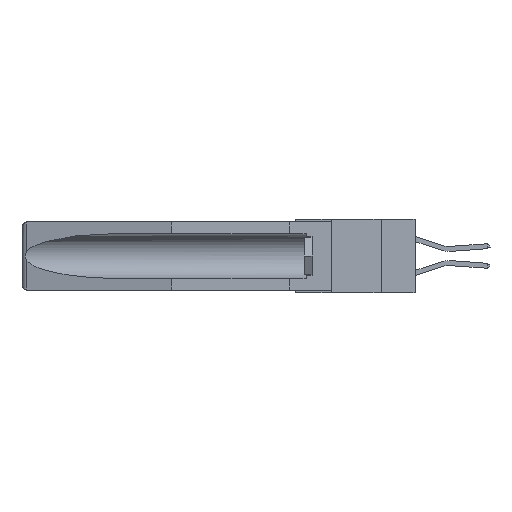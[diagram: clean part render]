
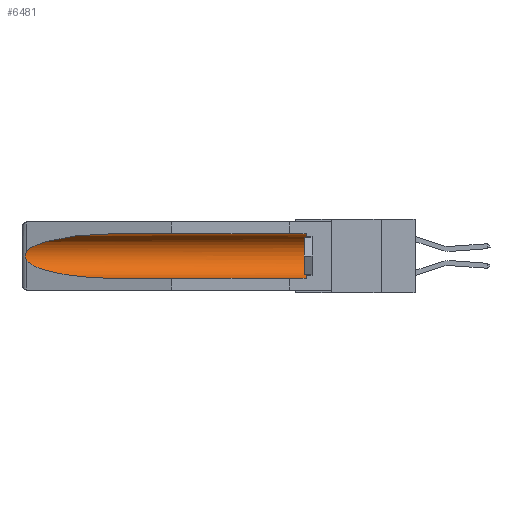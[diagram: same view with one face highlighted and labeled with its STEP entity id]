
A CAD part, left-side view. The second image highlights one B-rep face of the part: STEP entity #6481.
In plain terms, the highlighted cylindrical face has radius 2.857 mm (diameter 5.715 mm), a partial arc.
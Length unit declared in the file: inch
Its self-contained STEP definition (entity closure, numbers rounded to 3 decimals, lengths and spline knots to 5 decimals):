
#187 = CARTESIAN_POINT ( 'NONE',  ( 0.26537, 1.52718, -0.14972 ) ) ;
#920 = DIRECTION ( 'NONE',  ( 0., 1., 0. ) ) ;
#1180 = CARTESIAN_POINT ( 'NONE',  ( 0.155, -0.30754, -0.284 ) ) ;
#1368 = CARTESIAN_POINT ( 'NONE',  ( 0.155, 0.126, -0.284 ) ) ;
#1370 = CARTESIAN_POINT ( 'NONE',  ( 0.2675, 1.53308, -0.16763 ) ) ;
#1453 = CARTESIAN_POINT ( 'NONE',  ( 0.155, 0.126, -0.1715 ) ) ;
#1454 = CARTESIAN_POINT ( 'NONE',  ( 0.26597, 1.52961, -0.15275 ) ) ;
#1815 = VERTEX_POINT ( 'NONE', #10006 ) ;
#3354 = CARTESIAN_POINT ( 'NONE',  ( 0.2673, 1.53269, -0.17917 ) ) ;
#3502 = VERTEX_POINT ( 'NONE', #1368 ) ;
#4348 = EDGE_CURVE ( 'NONE', #3502, #10452, #13453, .T. ) ;
#4493 =( BOUNDED_CURVE ( )  B_SPLINE_CURVE ( 3, ( #20609, #6870, #9028, #24750 ),
 .UNSPECIFIED., .F., .F. ) 
 B_SPLINE_CURVE_WITH_KNOTS ( ( 4, 4 ),
 ( 4.71239, 6.08839 ),
 .UNSPECIFIED. ) 
 CURVE ( )  GEOMETRIC_REPRESENTATION_ITEM ( )  RATIONAL_B_SPLINE_CURVE ( ( 1., 0.848, 0.848, 1. ) ) 
 REPRESENTATION_ITEM ( '' )  );
#4619 = AXIS2_PLACEMENT_3D ( 'NONE', #6583, #920, #8579 ) ;
#4690 = EDGE_CURVE ( 'NONE', #18013, #14629, #4493, .T. ) ;
#4947 = DIRECTION ( 'NONE',  ( 0., 1., 0. ) ) ;
#5307 = CARTESIAN_POINT ( 'NONE',  ( 0.26537, 1.52718, -0.19328 ) ) ;
#5903 = B_SPLINE_CURVE_WITH_KNOTS ( 'NONE', 3,
 ( #9196, #1454, #7381, #11179, #1370, #15142, #3354, #21198, #17117, #5307 ),
 .UNSPECIFIED., .F., .F.,
 ( 4, 2, 2, 2, 4 ),
 ( 0., 0.00029, 0.00058, 0.00087, 0.00117 ),
 .UNSPECIFIED. ) ;
#6336 = EDGE_CURVE ( 'NONE', #3502, #1815, #16106, .T. ) ;
#6481 = ADVANCED_FACE ( 'NONE', ( #10554 ), #15179, .F. ) ;
#6554 = CARTESIAN_POINT ( 'NONE',  ( 0.155, -0.30754, -0.059 ) ) ;
#6583 = CARTESIAN_POINT ( 'NONE',  ( 0.155, -0.30754, -0.1715 ) ) ;
#6870 = CARTESIAN_POINT ( 'NONE',  ( 0.21114, 1.30732, -0.059 ) ) ;
#7148 = CARTESIAN_POINT ( 'NONE',  ( 0.155, 1.07973, -0.284 ) ) ;
#7381 = CARTESIAN_POINT ( 'NONE',  ( 0.26654, 1.53092, -0.15636 ) ) ;
#7801 = ORIENTED_EDGE ( 'NONE', *, *, #19112, .T. ) ;
#8579 = DIRECTION ( 'NONE',  ( 0., 0., 1. ) ) ;
#8627 = CARTESIAN_POINT ( 'NONE',  ( 0.26537, 1.52718, -0.19328 ) ) ;
#9028 = CARTESIAN_POINT ( 'NONE',  ( 0.25451, 1.48313, -0.09465 ) ) ;
#9196 = CARTESIAN_POINT ( 'NONE',  ( 0.26537, 1.52718, -0.14972 ) ) ;
#9344 = VERTEX_POINT ( 'NONE', #8627 ) ;
#9697 = ORIENTED_EDGE ( 'NONE', *, *, #4348, .F. ) ;
#9844 =( BOUNDED_CURVE ( )  B_SPLINE_CURVE ( 3, ( #24013, #23926, #19964, #14086 ),
 .UNSPECIFIED., .F., .F. ) 
 B_SPLINE_CURVE_WITH_KNOTS ( ( 4, 4 ),
 ( 0.1948, 1.5708 ),
 .UNSPECIFIED. ) 
 CURVE ( )  GEOMETRIC_REPRESENTATION_ITEM ( )  RATIONAL_B_SPLINE_CURVE ( ( 1., 0.848, 0.848, 1. ) ) 
 REPRESENTATION_ITEM ( '' )  );
#10006 = CARTESIAN_POINT ( 'NONE',  ( 0.155, 0.126, -0.059 ) ) ;
#10452 = VERTEX_POINT ( 'NONE', #7148 ) ;
#10554 = FACE_OUTER_BOUND ( 'NONE', #10765, .T. ) ;
#10765 = EDGE_LOOP ( 'NONE', ( #21926, #23056, #19212, #9697, #14697, #7801 ) ) ;
#11179 = CARTESIAN_POINT ( 'NONE',  ( 0.2673, 1.5327, -0.16383 ) ) ;
#12240 = DIRECTION ( 'NONE',  ( 0., 1., 0. ) ) ;
#13453 = LINE ( 'NONE', #1180, #23049 ) ;
#14086 = CARTESIAN_POINT ( 'NONE',  ( 0.155, 1.07973, -0.284 ) ) ;
#14629 = VERTEX_POINT ( 'NONE', #187 ) ;
#14697 = ORIENTED_EDGE ( 'NONE', *, *, #6336, .T. ) ;
#15142 = CARTESIAN_POINT ( 'NONE',  ( 0.2675, 1.53308, -0.17534 ) ) ;
#15179 = CYLINDRICAL_SURFACE ( 'NONE', #4619, 0.1125 ) ;
#15219 = DIRECTION ( 'NONE',  ( 0., 0., 1. ) ) ;
#16010 = LINE ( 'NONE', #6554, #19131 ) ;
#16086 = EDGE_CURVE ( 'NONE', #14629, #9344, #5903, .T. ) ;
#16106 = CIRCLE ( 'NONE', #19484, 0.1125 ) ;
#17117 = CARTESIAN_POINT ( 'NONE',  ( 0.26597, 1.5296, -0.19026 ) ) ;
#18013 = VERTEX_POINT ( 'NONE', #19713 ) ;
#18768 = EDGE_CURVE ( 'NONE', #9344, #10452, #9844, .T. ) ;
#19112 = EDGE_CURVE ( 'NONE', #1815, #18013, #16010, .T. ) ;
#19131 = VECTOR ( 'NONE', #12240, 39.37008 ) ;
#19212 = ORIENTED_EDGE ( 'NONE', *, *, #18768, .T. ) ;
#19484 = AXIS2_PLACEMENT_3D ( 'NONE', #1453, #20951, #15219 ) ;
#19713 = CARTESIAN_POINT ( 'NONE',  ( 0.155, 1.07973, -0.059 ) ) ;
#19964 = CARTESIAN_POINT ( 'NONE',  ( 0.21114, 1.30732, -0.284 ) ) ;
#20609 = CARTESIAN_POINT ( 'NONE',  ( 0.155, 1.07973, -0.059 ) ) ;
#20951 = DIRECTION ( 'NONE',  ( 0., -1., 0. ) ) ;
#21198 = CARTESIAN_POINT ( 'NONE',  ( 0.26655, 1.53094, -0.18657 ) ) ;
#21926 = ORIENTED_EDGE ( 'NONE', *, *, #4690, .T. ) ;
#23049 = VECTOR ( 'NONE', #4947, 39.37008 ) ;
#23056 = ORIENTED_EDGE ( 'NONE', *, *, #16086, .T. ) ;
#23926 = CARTESIAN_POINT ( 'NONE',  ( 0.25451, 1.48313, -0.24835 ) ) ;
#24013 = CARTESIAN_POINT ( 'NONE',  ( 0.26537, 1.52718, -0.19328 ) ) ;
#24750 = CARTESIAN_POINT ( 'NONE',  ( 0.26537, 1.52718, -0.14972 ) ) ;
